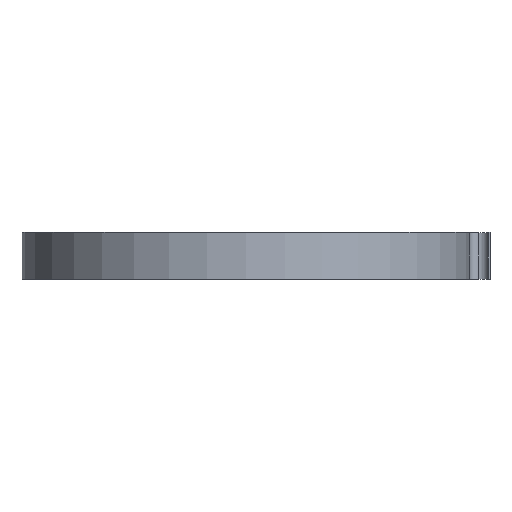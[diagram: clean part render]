
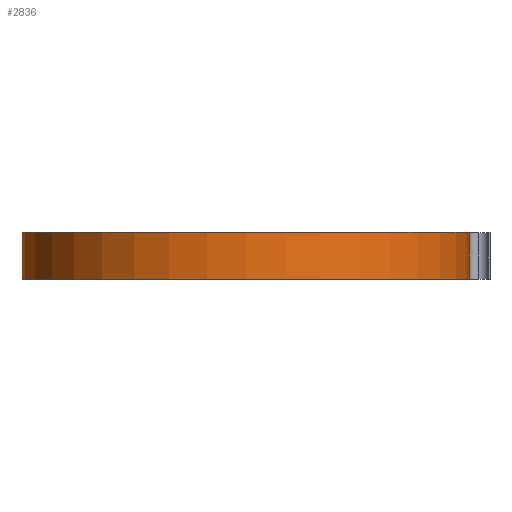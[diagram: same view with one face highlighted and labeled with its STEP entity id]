
A CAD part, top view. The second image highlights one B-rep face of the part: STEP entity #2836.
In plain terms, the highlighted cylindrical face has radius 71.499 mm (diameter 142.998 mm), a partial arc.
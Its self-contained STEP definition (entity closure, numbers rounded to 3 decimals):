
#54 = AXIS2_PLACEMENT_3D ( 'NONE', #377, #4526, #6580 ) ;
#141 = ORIENTED_EDGE ( 'NONE', *, *, #359, .T. ) ;
#359 = EDGE_CURVE ( 'NONE', #3491, #850, #4785, .T. ) ;
#377 = CARTESIAN_POINT ( 'NONE',  ( 0., 0., 0. ) ) ;
#709 = VECTOR ( 'NONE', #3218, 1000. ) ;
#808 = CARTESIAN_POINT ( 'NONE',  ( 71.499, 0., 0. ) ) ;
#829 = DIRECTION ( 'NONE',  ( 0., -1., 0. ) ) ;
#850 = VERTEX_POINT ( 'NONE', #3826 ) ;
#972 = AXIS2_PLACEMENT_3D ( 'NONE', #3336, #2890, #6012 ) ;
#1466 = EDGE_CURVE ( 'NONE', #850, #1914, #6645, .T. ) ;
#1914 = VERTEX_POINT ( 'NONE', #808 ) ;
#2134 = ORIENTED_EDGE ( 'NONE', *, *, #1466, .T. ) ;
#2309 = CARTESIAN_POINT ( 'NONE',  ( -71.499, 15., 0. ) ) ;
#2507 = ORIENTED_EDGE ( 'NONE', *, *, #5642, .F. ) ;
#2774 = ORIENTED_EDGE ( 'NONE', *, *, #6543, .F. ) ;
#2836 = ADVANCED_FACE ( 'NONE', ( #6450 ), #3817, .T. ) ;
#2890 = DIRECTION ( 'NONE',  ( 0., -1., 0. ) ) ;
#2928 = CARTESIAN_POINT ( 'NONE',  ( 71.499, 15., 0. ) ) ;
#3218 = DIRECTION ( 'NONE',  ( 0., -1., 0. ) ) ;
#3336 = CARTESIAN_POINT ( 'NONE',  ( 0., 15., 0. ) ) ;
#3491 = VERTEX_POINT ( 'NONE', #2309 ) ;
#3682 = VERTEX_POINT ( 'NONE', #6122 ) ;
#3817 = CYLINDRICAL_SURFACE ( 'NONE', #972, 71.499 ) ;
#3826 = CARTESIAN_POINT ( 'NONE',  ( -71.499, 0., 0. ) ) ;
#4013 = DIRECTION ( 'NONE',  ( 1., 0., 0. ) ) ;
#4050 = CIRCLE ( 'NONE', #5658, 71.499 ) ;
#4283 = CARTESIAN_POINT ( 'NONE',  ( -71.499, 15., 0. ) ) ;
#4367 = LINE ( 'NONE', #2928, #4532 ) ;
#4526 = DIRECTION ( 'NONE',  ( 0., 1., 0. ) ) ;
#4532 = VECTOR ( 'NONE', #829, 1000. ) ;
#4785 = LINE ( 'NONE', #4283, #709 ) ;
#4991 = CARTESIAN_POINT ( 'NONE',  ( 0., 15., 0. ) ) ;
#5558 = DIRECTION ( 'NONE',  ( 0., 1., 0. ) ) ;
#5642 = EDGE_CURVE ( 'NONE', #3682, #1914, #4367, .T. ) ;
#5658 = AXIS2_PLACEMENT_3D ( 'NONE', #4991, #5558, #4013 ) ;
#6012 = DIRECTION ( 'NONE',  ( 0., 0., -1. ) ) ;
#6122 = CARTESIAN_POINT ( 'NONE',  ( 71.499, 15., 0. ) ) ;
#6172 = EDGE_LOOP ( 'NONE', ( #2134, #2507, #2774, #141 ) ) ;
#6450 = FACE_OUTER_BOUND ( 'NONE', #6172, .T. ) ;
#6543 = EDGE_CURVE ( 'NONE', #3491, #3682, #4050, .T. ) ;
#6580 = DIRECTION ( 'NONE',  ( 1., 0., 0. ) ) ;
#6645 = CIRCLE ( 'NONE', #54, 71.499 ) ;
